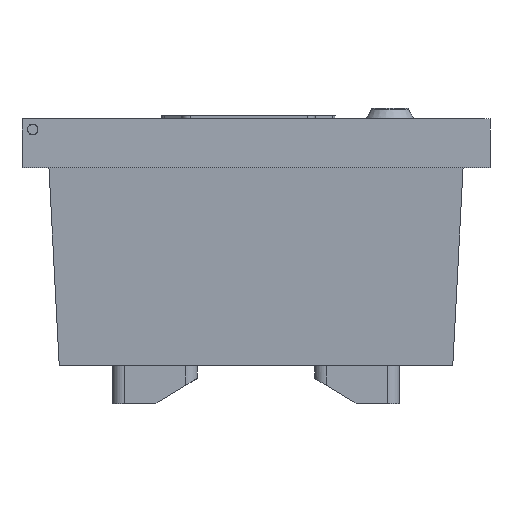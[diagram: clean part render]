
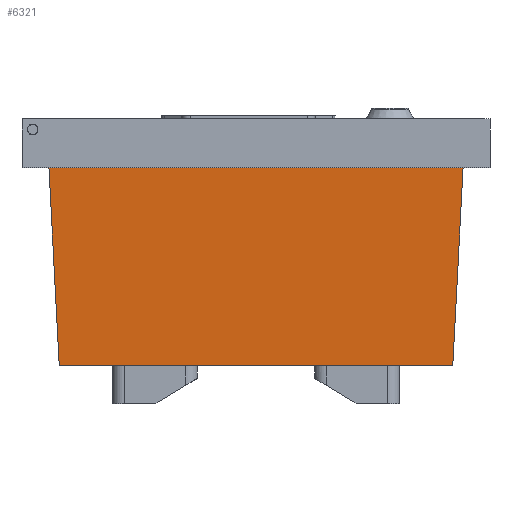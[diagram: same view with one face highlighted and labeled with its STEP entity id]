
A CAD part, front view. The second image highlights one B-rep face of the part: STEP entity #6321.
In plain terms, the highlighted planar face has unit normal (0, -0.999, -0.052).
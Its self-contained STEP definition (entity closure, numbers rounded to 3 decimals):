
#116 = CARTESIAN_POINT ( 'NONE',  ( 0., -122.169, -6.363 ) ) ;
#358 = ORIENTED_EDGE ( 'NONE', *, *, #6459, .T. ) ;
#375 = EDGE_CURVE ( 'NONE', #8236, #3469, #628, .T. ) ;
#543 = VECTOR ( 'NONE', #2443, 1000. ) ;
#600 = VERTEX_POINT ( 'NONE', #735 ) ;
#628 = LINE ( 'NONE', #3291, #1262 ) ;
#735 = CARTESIAN_POINT ( 'NONE',  ( -97.344, -127.344, 93. ) ) ;
#773 = ORIENTED_EDGE ( 'NONE', *, *, #375, .T. ) ;
#1209 = LINE ( 'NONE', #4841, #1869 ) ;
#1262 = VECTOR ( 'NONE', #2594, 1000. ) ;
#1783 = DIRECTION ( 'NONE',  ( 1., 0., 0. ) ) ;
#1869 = VECTOR ( 'NONE', #6207, 1000. ) ;
#2019 = ORIENTED_EDGE ( 'NONE', *, *, #6799, .F. ) ;
#2443 = DIRECTION ( 'NONE',  ( 0.052, -0.052, 0.997 ) ) ;
#2594 = DIRECTION ( 'NONE',  ( 1., 0., 0. ) ) ;
#2706 = VERTEX_POINT ( 'NONE', #3433 ) ;
#2938 = DIRECTION ( 'NONE',  ( 0., -0.052, 0.999 ) ) ;
#3112 = CARTESIAN_POINT ( 'NONE',  ( -92.5, -122.5, 0. ) ) ;
#3291 = CARTESIAN_POINT ( 'NONE',  ( -92.5, -122.5, 0. ) ) ;
#3433 = CARTESIAN_POINT ( 'NONE',  ( 97.344, -127.344, 93. ) ) ;
#3469 = VERTEX_POINT ( 'NONE', #5378 ) ;
#3825 = EDGE_CURVE ( 'NONE', #600, #2706, #8739, .T. ) ;
#3849 = ORIENTED_EDGE ( 'NONE', *, *, #3825, .F. ) ;
#4271 = LINE ( 'NONE', #6565, #543 ) ;
#4841 = CARTESIAN_POINT ( 'NONE',  ( -92.5, -122.5, 0. ) ) ;
#5004 = PLANE ( 'NONE',  #8762 ) ;
#5378 = CARTESIAN_POINT ( 'NONE',  ( 92.5, -122.5, 0. ) ) ;
#5500 = VECTOR ( 'NONE', #1783, 1000. ) ;
#6207 = DIRECTION ( 'NONE',  ( -0.052, -0.052, 0.997 ) ) ;
#6321 = ADVANCED_FACE ( 'NONE', ( #7855 ), #5004, .F. ) ;
#6459 = EDGE_CURVE ( 'NONE', #3469, #2706, #4271, .T. ) ;
#6565 = CARTESIAN_POINT ( 'NONE',  ( 92.5, -122.5, 0. ) ) ;
#6566 = EDGE_LOOP ( 'NONE', ( #3849, #2019, #773, #358 ) ) ;
#6799 = EDGE_CURVE ( 'NONE', #8236, #600, #1209, .T. ) ;
#7034 = DIRECTION ( 'NONE',  ( 0., 0.999, 0.052 ) ) ;
#7855 = FACE_OUTER_BOUND ( 'NONE', #6566, .T. ) ;
#7924 = CARTESIAN_POINT ( 'NONE',  ( 0., -127.344, 93. ) ) ;
#8236 = VERTEX_POINT ( 'NONE', #3112 ) ;
#8739 = LINE ( 'NONE', #7924, #5500 ) ;
#8762 = AXIS2_PLACEMENT_3D ( 'NONE', #116, #7034, #2938 ) ;
